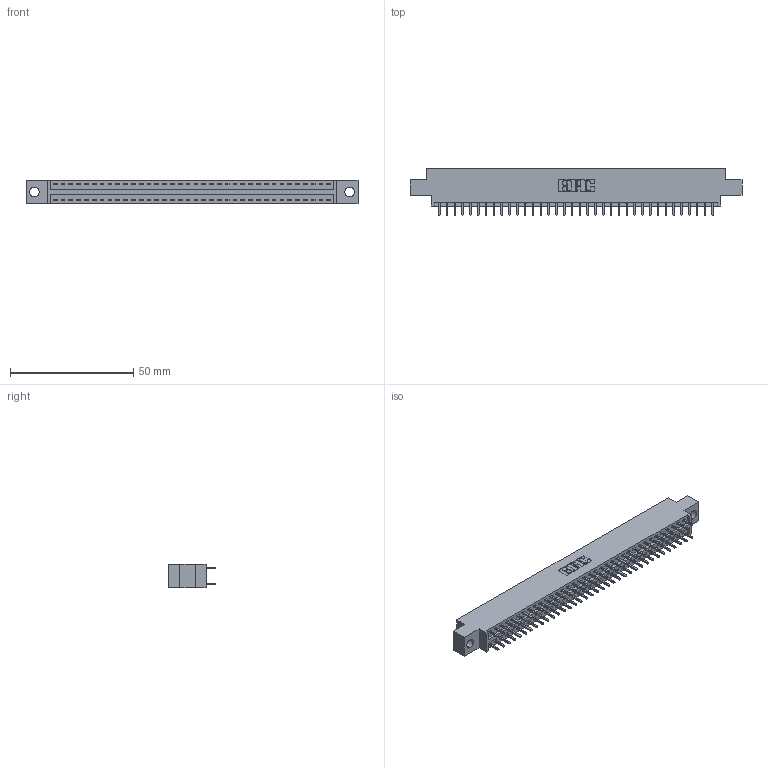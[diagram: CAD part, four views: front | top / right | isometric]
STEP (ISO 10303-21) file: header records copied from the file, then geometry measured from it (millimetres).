
FILE_DESCRIPTION (( 'STEP AP203' ), '1' );
FILE_NAME ('346-072-521-804.STEP', '2022-05-24T23:23:00', ( '' ), ( '' ), 'SwSTEP 2.0', 'SolidWorks 2020', '' );
FILE_SCHEMA (( 'CONFIG_CONTROL_DESIGN' ));
Length unit declared in the file: inch
Products named in the file (3): 345-292-001_345-293-121; 346-072-521-804; 346 Part_0.170 Offset - 0.156 Dia-TH
Assembly tree (73 placements, depth 2):
  346-072-521-804
    346 Part_0.170 Offset - 0.156 Dia-TH
    345-292-001_345-293-121  x72
Bounding box: 134.87 x 19.05 x 9.4 mm (x, y, z)
Volume: 12815.3 mm3; surface area: 17350.9 mm2
Topology: 73 solids, 73 shells, 3884 faces, 11537 edges, 7594 vertices
Faces by surface type: plane 2614, cylinder 1270
Entity records: 24871 total; most frequent: CARTESIAN_POINT 4114, ORIENTED_EDGE 4046, DIRECTION 3675, EDGE_CURVE 2023, LINE 1747, VECTOR 1747, VERTEX_POINT 1346, AXIS2_PLACEMENT_3D 964
